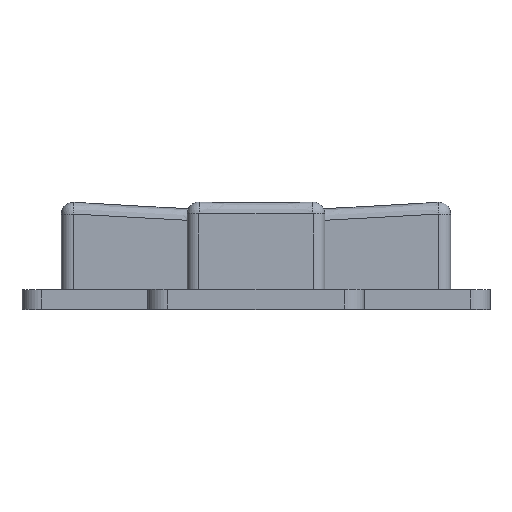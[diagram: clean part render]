
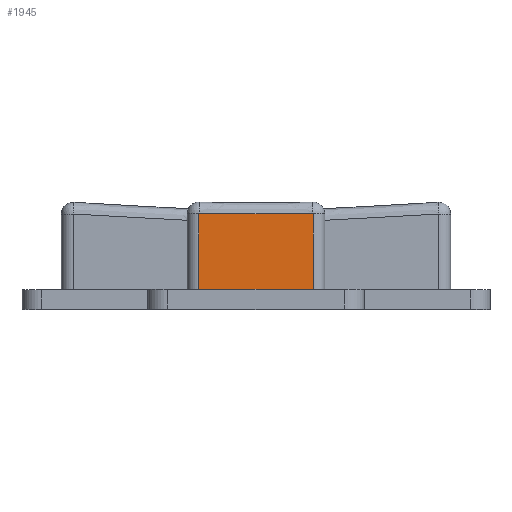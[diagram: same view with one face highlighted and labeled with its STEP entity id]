
A CAD part, top view. The second image highlights one B-rep face of the part: STEP entity #1945.
In plain terms, the highlighted planar face has unit normal (0, 0, 1).
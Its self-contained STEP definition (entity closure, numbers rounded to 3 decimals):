
#101=B_SPLINE_CURVE_WITH_KNOTS('',3,(#2959,#2960,#2961,#2962),
 .UNSPECIFIED.,.F.,.F.,(4,4),(0.76,1.34),
 .UNSPECIFIED.);
#276=FACE_OUTER_BOUND('',#394,.T.);
#394=EDGE_LOOP('',(#1463,#1464,#1465,#1466));
#510=LINE('',#2679,#664);
#549=LINE('',#2913,#703);
#551=LINE('',#2927,#705);
#664=VECTOR('',#2241,10.);
#703=VECTOR('',#2380,10.);
#705=VECTOR('',#2392,10.);
#824=VERTEX_POINT('',#2676);
#825=VERTEX_POINT('',#2678);
#868=VERTEX_POINT('',#2911);
#871=VERTEX_POINT('',#2926);
#1018=EDGE_CURVE('',#824,#825,#510,.F.);
#1090=EDGE_CURVE('',#868,#824,#549,.T.);
#1095=EDGE_CURVE('',#825,#871,#551,.T.);
#1101=EDGE_CURVE('',#871,#868,#101,.T.);
#1463=ORIENTED_EDGE('',*,*,#1090,.F.);
#1464=ORIENTED_EDGE('',*,*,#1101,.F.);
#1465=ORIENTED_EDGE('',*,*,#1095,.F.);
#1466=ORIENTED_EDGE('',*,*,#1018,.F.);
#1875=PLANE('',#2114);
#1945=ADVANCED_FACE('',(#276),#1875,.F.);
#2114=AXIS2_PLACEMENT_3D('',#2963,#2402,#2403);
#2241=DIRECTION('',(1.,0.,0.));
#2380=DIRECTION('',(0.,-1.,0.));
#2392=DIRECTION('',(0.,1.,0.));
#2402=DIRECTION('center_axis',(0.,0.,-1.));
#2403=DIRECTION('ref_axis',(-1.,0.,0.));
#2676=CARTESIAN_POINT('',(2.9,-0.5,9.899));
#2678=CARTESIAN_POINT('',(-2.9,-0.5,9.899));
#2679=CARTESIAN_POINT('',(-3.5,-0.5,9.899));
#2911=CARTESIAN_POINT('',(2.9,3.352,9.899));
#2913=CARTESIAN_POINT('',(2.9,0.,9.899));
#2926=CARTESIAN_POINT('',(-2.9,3.352,9.899));
#2927=CARTESIAN_POINT('',(-2.9,0.,9.899));
#2959=CARTESIAN_POINT('Ctrl Pts',(-2.9,3.352,9.899));
#2960=CARTESIAN_POINT('Ctrl Pts',(-0.967,3.316,9.899));
#2961=CARTESIAN_POINT('Ctrl Pts',(0.967,3.316,9.899));
#2962=CARTESIAN_POINT('Ctrl Pts',(2.9,3.352,9.899));
#2963=CARTESIAN_POINT('Origin',(3.5,0.,9.899));
